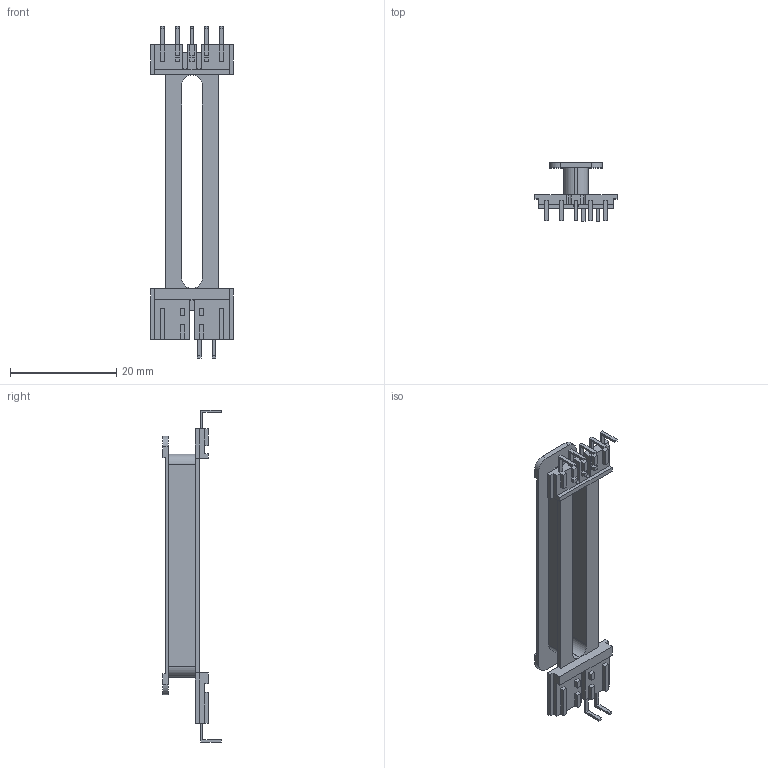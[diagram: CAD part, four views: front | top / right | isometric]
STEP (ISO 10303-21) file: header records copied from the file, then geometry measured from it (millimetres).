
FILE_DESCRIPTION (( 'STEP AP203' ), '1' );
FILE_NAME ('EDR2809-5+2.STEP', '2021-06-04T03:43:31', ( '' ), ( '' ), 'SwSTEP 2.0', 'SolidWorks 2021', '' );
FILE_SCHEMA (( 'CONFIG_CONTROL_DESIGN' ));
Length unit declared in the file: millimetre
Products named in the file (1): EDR2809-5+2
Bounding box: 15.5 x 11 x 62.5 mm (x, y, z)
Volume: 1001.3 mm3; surface area: 3092.5 mm2
Topology: 1 solids, 1 shells, 184 faces, 498 edges, 330 vertices
Faces by surface type: plane 166, cylinder 18
Entity records: 5771 total; most frequent: CARTESIAN_POINT 1013, ORIENTED_EDGE 996, DIRECTION 904, EDGE_CURVE 498, LINE 462, VECTOR 462, VERTEX_POINT 330, AXIS2_PLACEMENT_3D 221
